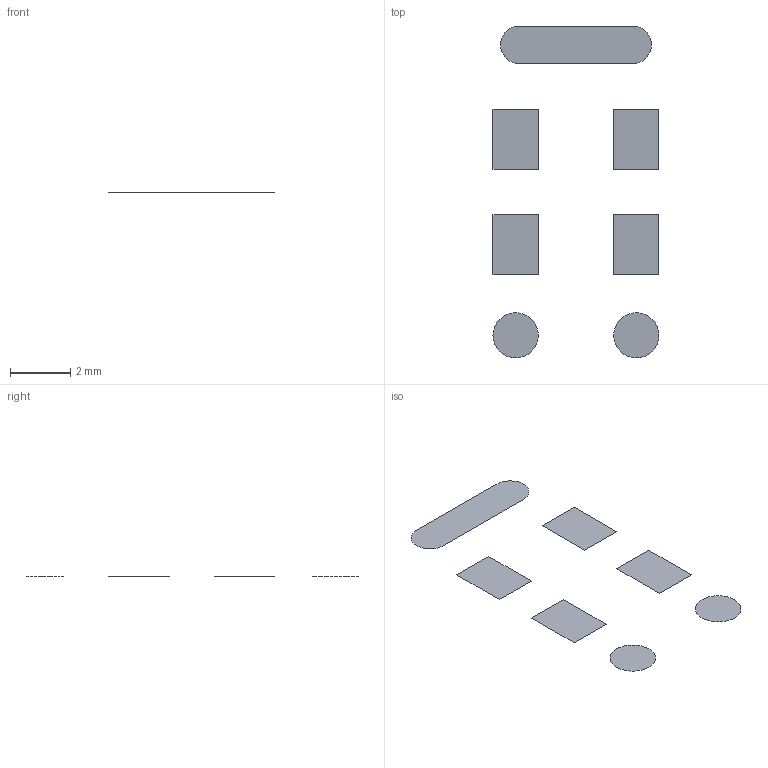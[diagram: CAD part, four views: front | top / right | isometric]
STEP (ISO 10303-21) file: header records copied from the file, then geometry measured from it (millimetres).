
FILE_DESCRIPTION((''),'2;1');
FILE_NAME('TEST','2017-10-23T',('adam'),(''),'CREO PARAMETRIC BY PTC INC, 2017020','CREO PARAMETRIC BY PTC INC, 2017020','');
FILE_SCHEMA(('AUTOMOTIVE_DESIGN { 1 0 10303 214 1 1 1 1 }'));
Length unit declared in the file: millimetre
Products named in the file (1): TEST
Bounding box: 5.5 x 11 x 0 mm (x, y, z)
Surface area: 21.4 mm2 (no closed solid volume)
Topology: 0 solids, 0 shells, 7 faces, 24 edges, 24 vertices
Faces by surface type: bspline 7
Entity records: 508 total; most frequent: CARTESIAN_POINT 170, DIRECTION 48, TRIMMED_CURVE 42, VECTOR 36, LINE 36, DEFINITIONAL_REPRESENTATION 24, PCURVE 24, COMPOSITE_CURVE_SEGMENT 24
